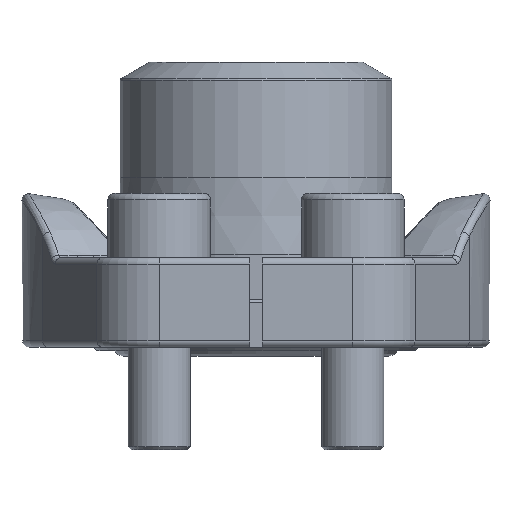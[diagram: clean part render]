
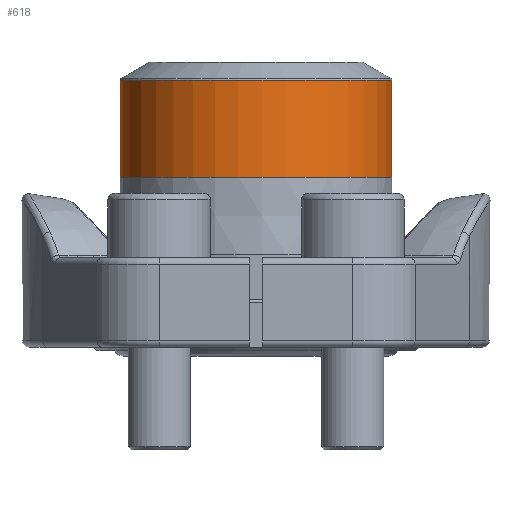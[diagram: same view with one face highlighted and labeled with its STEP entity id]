
A CAD part, left-side view. The second image highlights one B-rep face of the part: STEP entity #618.
In plain terms, the highlighted cylindrical face has radius 21.2 mm (diameter 42.4 mm), a full revolution.
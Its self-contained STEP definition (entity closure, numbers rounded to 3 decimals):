
#451=FACE_BOUND('',#824,.T.);
#452=FACE_BOUND('',#825,.T.);
#618=ADVANCED_FACE('',(#451,#452),#683,.T.);
#683=CYLINDRICAL_SURFACE('',#1905,21.2);
#824=EDGE_LOOP('',(#1242));
#825=EDGE_LOOP('',(#1243));
#1242=ORIENTED_EDGE('',*,*,#1617,.T.);
#1243=ORIENTED_EDGE('',*,*,#1618,.T.);
#1450=VERTEX_POINT('',#3031);
#1451=VERTEX_POINT('',#3033);
#1617=EDGE_CURVE('',#1450,#1450,#1746,.T.);
#1618=EDGE_CURVE('',#1451,#1451,#1747,.T.);
#1746=CIRCLE('',#1903,21.2);
#1747=CIRCLE('',#1904,21.2);
#1903=AXIS2_PLACEMENT_3D('',#3030,#2274,#2275);
#1904=AXIS2_PLACEMENT_3D('',#3032,#2276,#2277);
#1905=AXIS2_PLACEMENT_3D('',#3034,#2278,#2279);
#2274=DIRECTION('',(1.,0.,0.));
#2275=DIRECTION('',(0.,0.,1.));
#2276=DIRECTION('',(-1.,0.,0.));
#2277=DIRECTION('',(0.,0.,-1.));
#2278=DIRECTION('',(-1.,0.,0.));
#2279=DIRECTION('',(0.,0.,1.));
#3030=CARTESIAN_POINT('',(27.012,0.,0.));
#3031=CARTESIAN_POINT('',(27.012,0.,21.2));
#3032=CARTESIAN_POINT('',(42.171,0.,0.));
#3033=CARTESIAN_POINT('',(42.171,0.,-21.2));
#3034=CARTESIAN_POINT('',(0.,0.,0.));
